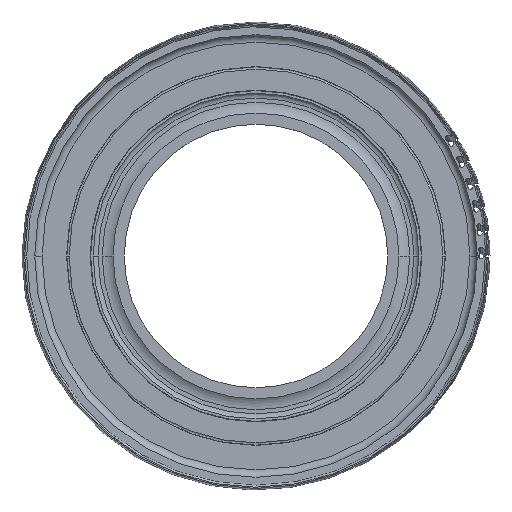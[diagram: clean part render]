
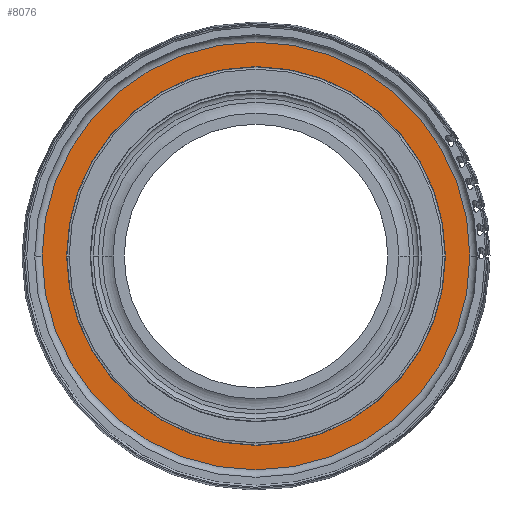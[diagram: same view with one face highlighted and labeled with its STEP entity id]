
A CAD part, top view. The second image highlights one B-rep face of the part: STEP entity #8076.
In plain terms, the highlighted planar face has unit normal (0, 0, 1).
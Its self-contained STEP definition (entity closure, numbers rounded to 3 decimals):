
#480=CARTESIAN_POINT('POINT40',(-13900.,0.,25.));
#481=VERTEX_POINT('VERTEX40',#480);
#491=CARTESIAN_POINT('POINT42',(3300.,
   0.,25.));
#492=VERTEX_POINT('VERTEX42',#491);
#493=CARTESIAN_POINT('POS57',(-5300.,0.,25.))
   ;
#494=DIRECTION('DIR100',(0.,0.,-1.));
#495=DIRECTION('DIR101',(-1.,0.,0.));
#496=AXIS2_PLACEMENT_3D('AXIS44',#493,#494,#495);
#497=CIRCLE('ELLIPSE32',#496,8600.);
#498=EDGE_CURVE('EDGE48',#492,#481,#497,.F.);
#533=EDGE_CURVE('EDGE52',#481,#492,#497,.F.);
#8052=ORIENTED_EDGE('COEDGE373',*,*,#533,.T.);
#8053=ORIENTED_EDGE('COEDGE374',*,*,#498,.T.);
#8054=EDGE_LOOP('NONE',(#8052,#8053));
#8055=FACE_BOUND('LOOP1',#8054,.T.);
#8056=CARTESIAN_POINT('POINT218',(2316.144,0.,25.)
   );
#8057=VERTEX_POINT('VERTEX218',#8056);
#8058=CARTESIAN_POINT('POINT219',(-12916.144,
   0.,25.));
#8059=VERTEX_POINT('VERTEX219',#8058);
#8060=CARTESIAN_POINT('POS157',(-5300.,0.,25.
   ));
#8061=DIRECTION('DIR280',(0.,0.,1.));
#8062=DIRECTION('DIR281',(-1.,0.,0.));
#8063=AXIS2_PLACEMENT_3D('AXIS124',#8060,#8061,#8062);
#8064=CIRCLE('ELLIPSE74',#8063,7616.144);
#8065=EDGE_CURVE('EDGE273',#8057,#8059,#8064,.T.);
#8066=ORIENTED_EDGE('COEDGE375',*,*,#8065,.F.);
#8067=EDGE_CURVE('EDGE274',#8059,#8057,#8064,.T.);
#8068=ORIENTED_EDGE('COEDGE376',*,*,#8067,.F.);
#8069=EDGE_LOOP('NONE',(#8066,#8068));
#8070=FACE_BOUND('LOOP1',#8069,.T.);
#8071=CARTESIAN_POINT('POS158',(2958.072,0.,25.))
   ;
#8072=DIRECTION('DIR282',(0.,0.,-1.));
#8073=DIRECTION('DIR283',(1.,0.,0.));
#8074=AXIS2_PLACEMENT_3D('AXIS125',#8071,#8072,#8073);
#8075=PLANE('PLANE26',#8074);
#8076=ADVANCED_FACE('FACE57',(#8055,#8070),#8075,.F.);
